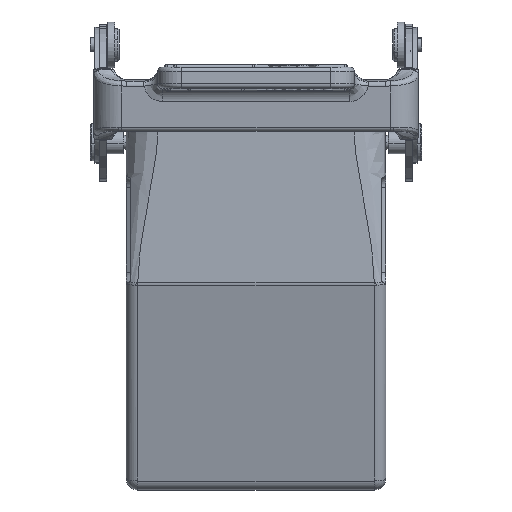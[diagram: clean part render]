
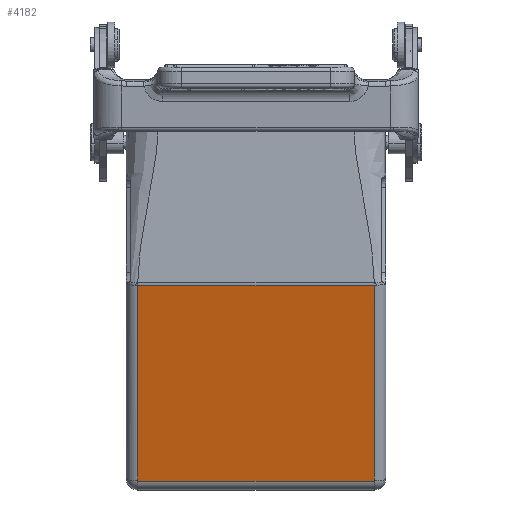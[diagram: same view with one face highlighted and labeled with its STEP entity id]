
A CAD part, left-side view. The second image highlights one B-rep face of the part: STEP entity #4182.
In plain terms, the highlighted planar face has unit normal (-0.973, 0, -0.232).
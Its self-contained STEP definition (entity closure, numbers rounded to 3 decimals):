
#2622=FACE_OUTER_BOUND('',#7866,.T.);
#4182=ADVANCED_FACE('',(#2622),#5700,.T.);
#5700=PLANE('',#30039);
#7866=EDGE_LOOP('',(#10824,#10825,#10826,#10827));
#10824=ORIENTED_EDGE('',*,*,#21797,.T.);
#10825=ORIENTED_EDGE('',*,*,#21770,.T.);
#10826=ORIENTED_EDGE('',*,*,#21796,.T.);
#10827=ORIENTED_EDGE('',*,*,#21798,.T.);
#18599=VERTEX_POINT('',#41301);
#18601=VERTEX_POINT('',#41319);
#18618=VERTEX_POINT('',#41431);
#18619=VERTEX_POINT('',#41435);
#21770=EDGE_CURVE('',#18599,#18601,#25846,.T.);
#21796=EDGE_CURVE('',#18601,#18618,#25855,.T.);
#21797=EDGE_CURVE('',#18619,#18599,#25856,.T.);
#21798=EDGE_CURVE('',#18618,#18619,#25857,.T.);
#25846=LINE('',#41320,#27923);
#25855=LINE('',#41432,#27932);
#25856=LINE('',#41434,#27933);
#25857=LINE('',#41436,#27934);
#27923=VECTOR('',#33328,1.);
#27932=VECTOR('',#33365,1.);
#27933=VECTOR('',#33368,1.);
#27934=VECTOR('',#33369,1.);
#30039=AXIS2_PLACEMENT_3D('',#41437,#33370,#33371);
#33328=DIRECTION('',(0.,1.,0.));
#33365=DIRECTION('',(0.232,0.,-0.973));
#33368=DIRECTION('',(-0.232,0.,0.973));
#33369=DIRECTION('',(0.,-1.,0.));
#33370=DIRECTION('',(-0.973,0.,-0.232));
#33371=DIRECTION('',(-0.232,0.,0.973));
#41301=CARTESIAN_POINT('',(-40.932,-25.25,-35.286));
#41319=CARTESIAN_POINT('',(-40.932,25.25,-35.286));
#41320=CARTESIAN_POINT('',(-40.932,-25.25,-35.286));
#41431=CARTESIAN_POINT('',(-30.958,25.25,-77.08));
#41432=CARTESIAN_POINT('',(-40.932,25.25,-35.286));
#41434=CARTESIAN_POINT('',(-30.958,-25.25,-77.08));
#41435=CARTESIAN_POINT('',(-30.958,-25.25,-77.08));
#41436=CARTESIAN_POINT('',(-30.958,25.25,-77.08));
#41437=CARTESIAN_POINT('',(-30.5,-28.,-79.));
